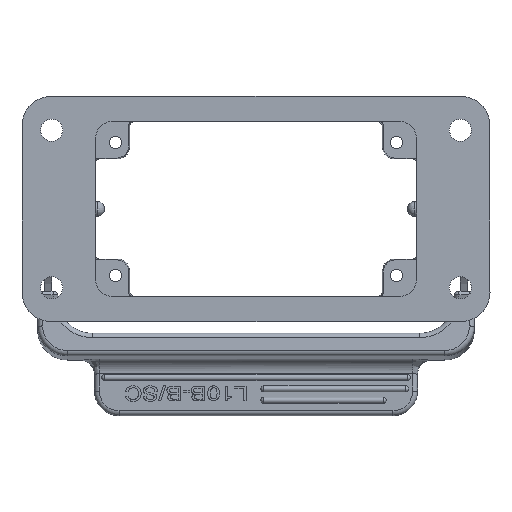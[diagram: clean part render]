
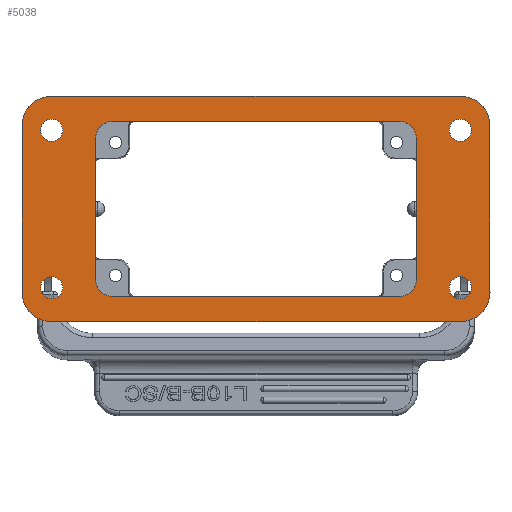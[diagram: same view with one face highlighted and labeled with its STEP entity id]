
A CAD part, front view. The second image highlights one B-rep face of the part: STEP entity #5038.
In plain terms, the highlighted planar face has unit normal (0, -1, 0).
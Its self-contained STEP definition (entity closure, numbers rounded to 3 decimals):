
#5038=ADVANCED_FACE('',(#8292,#8293,#8294,#8295,#8296,#8297),#6278,.F.);
#6278=PLANE('',#26144);
#6940=B_SPLINE_CURVE_WITH_KNOTS('',3,(#34841,#34842,#34843,#34844),
 .UNSPECIFIED.,.F.,.F.,(4,4),(0.,1.),.UNSPECIFIED.);
#6941=B_SPLINE_CURVE_WITH_KNOTS('',3,(#34848,#34849,#34850,#34851),
 .UNSPECIFIED.,.F.,.F.,(4,4),(0.,1.),.UNSPECIFIED.);
#6942=B_SPLINE_CURVE_WITH_KNOTS('',3,(#34855,#34856,#34857,#34858),
 .UNSPECIFIED.,.F.,.F.,(4,4),(0.,1.),.UNSPECIFIED.);
#6943=B_SPLINE_CURVE_WITH_KNOTS('',3,(#34862,#34863,#34864,#34865),
 .UNSPECIFIED.,.F.,.F.,(4,4),(0.,1.),.UNSPECIFIED.);
#8292=FACE_BOUND('',#8600,.T.);
#8293=FACE_BOUND('',#8601,.T.);
#8294=FACE_BOUND('',#8602,.T.);
#8295=FACE_BOUND('',#8603,.T.);
#8296=FACE_BOUND('',#8604,.T.);
#8297=FACE_BOUND('',#8605,.T.);
#8600=EDGE_LOOP('',(#13398,#13399,#13400,#13401,#13402,#13403,#13404,#13405));
#8601=EDGE_LOOP('',(#13406,#13407));
#8602=EDGE_LOOP('',(#13408,#13409));
#8603=EDGE_LOOP('',(#13410,#13411));
#8604=EDGE_LOOP('',(#13412,#13413));
#8605=EDGE_LOOP('',(#13414,#13415,#13416,#13417,#13418,#13419,#13420,#13421));
#10066=LINE('',#34808,#11407);
#10069=LINE('',#34816,#11410);
#10072=LINE('',#34824,#11413);
#10075=LINE('',#34832,#11416);
#11407=VECTOR('',#28428,1.);
#11410=VECTOR('',#28437,1.);
#11413=VECTOR('',#28446,1.);
#11416=VECTOR('',#28455,1.);
#13398=ORIENTED_EDGE('',*,*,#22255,.F.);
#13399=ORIENTED_EDGE('',*,*,#22256,.F.);
#13400=ORIENTED_EDGE('',*,*,#22257,.F.);
#13401=ORIENTED_EDGE('',*,*,#22258,.F.);
#13402=ORIENTED_EDGE('',*,*,#22259,.F.);
#13403=ORIENTED_EDGE('',*,*,#22260,.F.);
#13404=ORIENTED_EDGE('',*,*,#22261,.F.);
#13405=ORIENTED_EDGE('',*,*,#22262,.F.);
#13406=ORIENTED_EDGE('',*,*,#22263,.F.);
#13407=ORIENTED_EDGE('',*,*,#22264,.F.);
#13408=ORIENTED_EDGE('',*,*,#22265,.F.);
#13409=ORIENTED_EDGE('',*,*,#22266,.F.);
#13410=ORIENTED_EDGE('',*,*,#22267,.F.);
#13411=ORIENTED_EDGE('',*,*,#22268,.F.);
#13412=ORIENTED_EDGE('',*,*,#22269,.F.);
#13413=ORIENTED_EDGE('',*,*,#22270,.F.);
#13414=ORIENTED_EDGE('',*,*,#22254,.F.);
#13415=ORIENTED_EDGE('',*,*,#22252,.T.);
#13416=ORIENTED_EDGE('',*,*,#22250,.F.);
#13417=ORIENTED_EDGE('',*,*,#22248,.T.);
#13418=ORIENTED_EDGE('',*,*,#22246,.F.);
#13419=ORIENTED_EDGE('',*,*,#22244,.T.);
#13420=ORIENTED_EDGE('',*,*,#22242,.F.);
#13421=ORIENTED_EDGE('',*,*,#22240,.T.);
#19852=VERTEX_POINT('',#34807);
#19853=VERTEX_POINT('',#34809);
#19854=VERTEX_POINT('',#34813);
#19855=VERTEX_POINT('',#34817);
#19856=VERTEX_POINT('',#34821);
#19857=VERTEX_POINT('',#34825);
#19858=VERTEX_POINT('',#34829);
#19859=VERTEX_POINT('',#34833);
#19860=VERTEX_POINT('',#34839);
#19861=VERTEX_POINT('',#34840);
#19862=VERTEX_POINT('',#34845);
#19863=VERTEX_POINT('',#34847);
#19864=VERTEX_POINT('',#34852);
#19865=VERTEX_POINT('',#34854);
#19866=VERTEX_POINT('',#34859);
#19867=VERTEX_POINT('',#34861);
#19868=VERTEX_POINT('',#34867);
#19869=VERTEX_POINT('',#34868);
#19870=VERTEX_POINT('',#34871);
#19871=VERTEX_POINT('',#34872);
#19872=VERTEX_POINT('',#34875);
#19873=VERTEX_POINT('',#34876);
#19874=VERTEX_POINT('',#34879);
#19875=VERTEX_POINT('',#34880);
#22240=EDGE_CURVE('',#19853,#19852,#10066,.T.);
#22242=EDGE_CURVE('',#19853,#19854,#25336,.T.);
#22244=EDGE_CURVE('',#19855,#19854,#10069,.T.);
#22246=EDGE_CURVE('',#19855,#19856,#25337,.T.);
#22248=EDGE_CURVE('',#19857,#19856,#10072,.T.);
#22250=EDGE_CURVE('',#19857,#19858,#25338,.T.);
#22252=EDGE_CURVE('',#19859,#19858,#10075,.T.);
#22254=EDGE_CURVE('',#19859,#19852,#25339,.T.);
#22255=EDGE_CURVE('',#19860,#19861,#25340,.T.);
#22256=EDGE_CURVE('',#19862,#19860,#6940,.T.);
#22257=EDGE_CURVE('',#19863,#19862,#25341,.T.);
#22258=EDGE_CURVE('',#19864,#19863,#6941,.T.);
#22259=EDGE_CURVE('',#19865,#19864,#25342,.T.);
#22260=EDGE_CURVE('',#19866,#19865,#6942,.T.);
#22261=EDGE_CURVE('',#19867,#19866,#25343,.T.);
#22262=EDGE_CURVE('',#19861,#19867,#6943,.T.);
#22263=EDGE_CURVE('',#19868,#19869,#25344,.T.);
#22264=EDGE_CURVE('',#19869,#19868,#25345,.T.);
#22265=EDGE_CURVE('',#19870,#19871,#25346,.T.);
#22266=EDGE_CURVE('',#19871,#19870,#25347,.T.);
#22267=EDGE_CURVE('',#19872,#19873,#25348,.T.);
#22268=EDGE_CURVE('',#19873,#19872,#25349,.T.);
#22269=EDGE_CURVE('',#19874,#19875,#25350,.T.);
#22270=EDGE_CURVE('',#19875,#19874,#25351,.T.);
#25336=CIRCLE('',#26121,3.499);
#25337=CIRCLE('',#26124,3.499);
#25338=CIRCLE('',#26127,3.499);
#25339=CIRCLE('',#26130,3.499);
#25340=CIRCLE('',#26132,5.999);
#25341=CIRCLE('',#26133,5.999);
#25342=CIRCLE('',#26134,5.999);
#25343=CIRCLE('',#26135,5.999);
#25344=CIRCLE('',#26136,2.25);
#25345=CIRCLE('',#26137,2.25);
#25346=CIRCLE('',#26138,2.25);
#25347=CIRCLE('',#26139,2.25);
#25348=CIRCLE('',#26140,2.25);
#25349=CIRCLE('',#26141,2.25);
#25350=CIRCLE('',#26142,2.25);
#25351=CIRCLE('',#26143,2.25);
#26121=AXIS2_PLACEMENT_3D('',#34812,#28432,#28433);
#26124=AXIS2_PLACEMENT_3D('',#34820,#28441,#28442);
#26127=AXIS2_PLACEMENT_3D('',#34828,#28450,#28451);
#26130=AXIS2_PLACEMENT_3D('',#34836,#28459,#28460);
#26132=AXIS2_PLACEMENT_3D('',#34838,#28463,#28464);
#26133=AXIS2_PLACEMENT_3D('',#34846,#28465,#28466);
#26134=AXIS2_PLACEMENT_3D('',#34853,#28467,#28468);
#26135=AXIS2_PLACEMENT_3D('',#34860,#28469,#28470);
#26136=AXIS2_PLACEMENT_3D('',#34866,#28471,#28472);
#26137=AXIS2_PLACEMENT_3D('',#34869,#28473,#28474);
#26138=AXIS2_PLACEMENT_3D('',#34870,#28475,#28476);
#26139=AXIS2_PLACEMENT_3D('',#34873,#28477,#28478);
#26140=AXIS2_PLACEMENT_3D('',#34874,#28479,#28480);
#26141=AXIS2_PLACEMENT_3D('',#34877,#28481,#28482);
#26142=AXIS2_PLACEMENT_3D('',#34878,#28483,#28484);
#26143=AXIS2_PLACEMENT_3D('',#34881,#28485,#28486);
#26144=AXIS2_PLACEMENT_3D('',#34882,#28487,#28488);
#28428=DIRECTION('',(1.,0.,0.));
#28432=DIRECTION('',(0.,-1.,0.));
#28433=DIRECTION('',(0.,0.,1.));
#28437=DIRECTION('',(0.,0.,1.));
#28441=DIRECTION('',(0.,-1.,0.));
#28442=DIRECTION('',(-1.,0.,0.));
#28446=DIRECTION('',(-1.,0.,0.));
#28450=DIRECTION('',(0.,-1.,0.));
#28451=DIRECTION('',(0.,0.,-1.));
#28455=DIRECTION('',(0.,0.,-1.));
#28459=DIRECTION('',(0.,-1.,0.));
#28460=DIRECTION('',(1.,0.,0.));
#28463=DIRECTION('',(0.,1.,0.));
#28464=DIRECTION('',(1.,0.,0.));
#28465=DIRECTION('',(0.,1.,0.));
#28466=DIRECTION('',(0.,0.,1.));
#28467=DIRECTION('',(0.,1.,0.));
#28468=DIRECTION('',(-1.,0.,0.));
#28469=DIRECTION('',(0.,1.,0.));
#28470=DIRECTION('',(0.,0.,-1.));
#28471=DIRECTION('',(0.,-1.,0.));
#28472=DIRECTION('',(1.,0.,0.));
#28473=DIRECTION('',(0.,-1.,0.));
#28474=DIRECTION('',(-1.,0.,0.));
#28475=DIRECTION('',(0.,-1.,0.));
#28476=DIRECTION('',(1.,0.,0.));
#28477=DIRECTION('',(0.,-1.,0.));
#28478=DIRECTION('',(-1.,0.,0.));
#28479=DIRECTION('',(0.,-1.,0.));
#28480=DIRECTION('',(1.,0.,0.));
#28481=DIRECTION('',(0.,-1.,0.));
#28482=DIRECTION('',(-1.,0.,0.));
#28483=DIRECTION('',(0.,-1.,0.));
#28484=DIRECTION('',(1.,0.,0.));
#28485=DIRECTION('',(0.,-1.,0.));
#28486=DIRECTION('',(-1.,0.,0.));
#28487=DIRECTION('',(0.,1.,0.));
#28488=DIRECTION('',(1.,0.,0.));
#34807=CARTESIAN_POINT('',(76.589,0.,-32.086));
#34808=CARTESIAN_POINT('',(18.411,0.,-32.086));
#34809=CARTESIAN_POINT('',(18.411,0.,-32.086));
#34812=CARTESIAN_POINT('',(18.411,0.,-35.586));
#34813=CARTESIAN_POINT('',(14.912,0.,-35.586));
#34816=CARTESIAN_POINT('',(14.912,0.,-64.163));
#34817=CARTESIAN_POINT('',(14.912,0.,-64.163));
#34820=CARTESIAN_POINT('',(18.411,0.,-64.163));
#34821=CARTESIAN_POINT('',(18.412,0.,-67.662));
#34824=CARTESIAN_POINT('',(76.589,0.,-67.662));
#34825=CARTESIAN_POINT('',(76.589,0.,-67.662));
#34828=CARTESIAN_POINT('',(76.589,0.,-64.163));
#34829=CARTESIAN_POINT('',(80.088,0.,-64.163));
#34832=CARTESIAN_POINT('',(80.088,0.,-35.586));
#34833=CARTESIAN_POINT('',(80.088,0.,-35.586));
#34836=CARTESIAN_POINT('',(76.589,0.,-35.586));
#34838=CARTESIAN_POINT('',(89.001,0.,-66.76));
#34839=CARTESIAN_POINT('',(95.,0.,-66.759));
#34840=CARTESIAN_POINT('',(89.001,0.,-72.758));
#34841=CARTESIAN_POINT('',(95.,0.,-32.99));
#34842=CARTESIAN_POINT('',(95.,0.,-44.246));
#34843=CARTESIAN_POINT('',(95.,0.,-55.503));
#34844=CARTESIAN_POINT('',(95.,0.,-66.759));
#34845=CARTESIAN_POINT('',(95.,0.,-32.99));
#34846=CARTESIAN_POINT('',(89.001,0.,-32.989));
#34847=CARTESIAN_POINT('',(89.001,0.,-26.991));
#34848=CARTESIAN_POINT('',(5.999,0.,-26.99));
#34849=CARTESIAN_POINT('',(33.666,0.,-26.99));
#34850=CARTESIAN_POINT('',(61.334,0.,-26.99));
#34851=CARTESIAN_POINT('',(89.001,0.,-26.99));
#34852=CARTESIAN_POINT('',(5.999,0.,-26.991));
#34853=CARTESIAN_POINT('',(5.999,0.,-32.989));
#34854=CARTESIAN_POINT('',(0.,0.,-32.99));
#34855=CARTESIAN_POINT('',(0.,0.,-66.759));
#34856=CARTESIAN_POINT('',(0.,0.,-55.503));
#34857=CARTESIAN_POINT('',(0.,0.,-44.246));
#34858=CARTESIAN_POINT('',(0.,0.,-32.99));
#34859=CARTESIAN_POINT('',(0.,0.,-66.759));
#34860=CARTESIAN_POINT('',(5.999,0.,-66.76));
#34861=CARTESIAN_POINT('',(5.999,0.,-72.758));
#34862=CARTESIAN_POINT('',(89.001,0.,-72.758));
#34863=CARTESIAN_POINT('',(61.334,0.,-72.758));
#34864=CARTESIAN_POINT('',(33.666,0.,-72.758));
#34865=CARTESIAN_POINT('',(5.999,0.,-72.758));
#34866=CARTESIAN_POINT('',(89.,0.,-33.874));
#34867=CARTESIAN_POINT('',(91.25,0.,-33.874));
#34868=CARTESIAN_POINT('',(86.75,0.,-33.874));
#34869=CARTESIAN_POINT('',(89.,0.,-33.874));
#34870=CARTESIAN_POINT('',(89.,0.,-65.874));
#34871=CARTESIAN_POINT('',(91.25,0.,-65.874));
#34872=CARTESIAN_POINT('',(86.75,0.,-65.874));
#34873=CARTESIAN_POINT('',(89.,0.,-65.874));
#34874=CARTESIAN_POINT('',(6.,0.,-33.874));
#34875=CARTESIAN_POINT('',(8.25,0.,-33.874));
#34876=CARTESIAN_POINT('',(3.75,0.,-33.874));
#34877=CARTESIAN_POINT('',(6.,0.,-33.874));
#34878=CARTESIAN_POINT('',(6.,0.,-65.874));
#34879=CARTESIAN_POINT('',(8.25,0.,-65.874));
#34880=CARTESIAN_POINT('',(3.75,0.,-65.874));
#34881=CARTESIAN_POINT('',(6.,0.,-65.874));
#34882=CARTESIAN_POINT('',(47.5,0.,-49.874));
